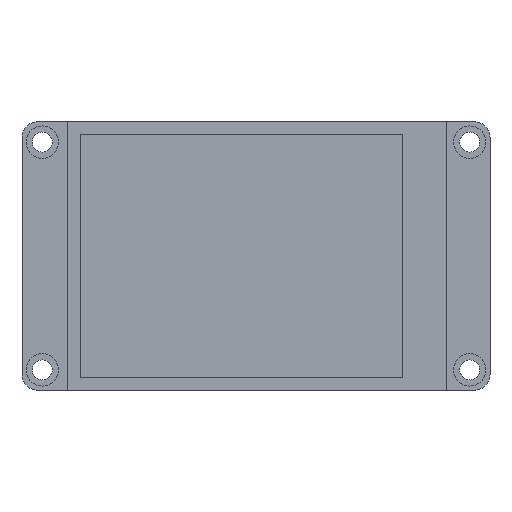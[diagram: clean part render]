
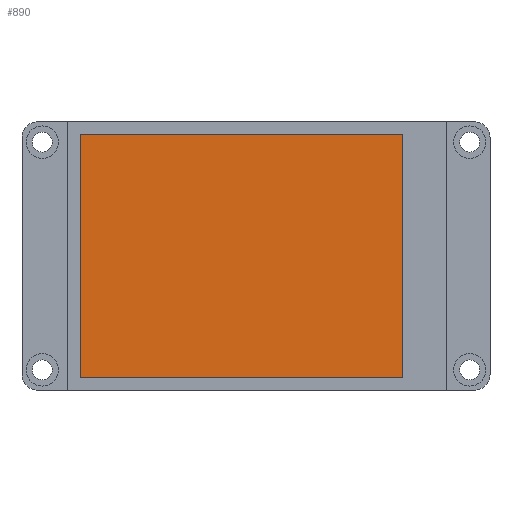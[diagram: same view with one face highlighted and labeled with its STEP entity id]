
A CAD part, top view. The second image highlights one B-rep face of the part: STEP entity #890.
In plain terms, the highlighted planar face has unit normal (0, 0, 1).
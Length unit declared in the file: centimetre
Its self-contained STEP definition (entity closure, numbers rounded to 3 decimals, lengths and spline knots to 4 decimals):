
#34=LINE('',#1398,#110);
#37=LINE('',#1404,#113);
#40=LINE('',#1410,#116);
#43=LINE('',#1414,#119);
#110=VECTOR('',#1160,1.);
#113=VECTOR('',#1165,1.);
#116=VECTOR('',#1170,1.);
#119=VECTOR('',#1175,1.);
#204=PLANE('',#990);
#292=FACE_OUTER_BOUND('',#378,.T.);
#378=EDGE_LOOP('',(#736,#737,#738,#739));
#478=VERTEX_POINT('',#1395);
#479=VERTEX_POINT('',#1397);
#481=VERTEX_POINT('',#1403);
#483=VERTEX_POINT('',#1409);
#566=EDGE_CURVE('',#479,#478,#34,.T.);
#569=EDGE_CURVE('',#481,#479,#37,.T.);
#572=EDGE_CURVE('',#483,#481,#40,.T.);
#575=EDGE_CURVE('',#478,#483,#43,.T.);
#736=ORIENTED_EDGE('',*,*,#575,.T.);
#737=ORIENTED_EDGE('',*,*,#572,.T.);
#738=ORIENTED_EDGE('',*,*,#569,.T.);
#739=ORIENTED_EDGE('',*,*,#566,.T.);
#890=ADVANCED_FACE('',(#292),#204,.T.);
#990=AXIS2_PLACEMENT_3D('',#1415,#1176,#1177);
#1160=DIRECTION('',(0.,-1.,0.));
#1165=DIRECTION('',(-1.,0.,0.));
#1170=DIRECTION('',(0.,1.,0.));
#1175=DIRECTION('',(1.,0.,0.));
#1176=DIRECTION('center_axis',(0.,0.,1.));
#1177=DIRECTION('ref_axis',(1.,0.,0.));
#1395=CARTESIAN_POINT('',(-2.82,-1.95,0.57));
#1397=CARTESIAN_POINT('',(-2.82,1.95,0.57));
#1398=CARTESIAN_POINT('',(-2.82,-1.95,0.57));
#1403=CARTESIAN_POINT('',(2.35,1.95,0.57));
#1404=CARTESIAN_POINT('',(-2.82,1.95,0.57));
#1409=CARTESIAN_POINT('',(2.35,-1.95,0.57));
#1410=CARTESIAN_POINT('',(2.35,1.95,0.57));
#1414=CARTESIAN_POINT('',(2.35,-1.95,0.57));
#1415=CARTESIAN_POINT('Origin',(-0.235,0.,0.57));
